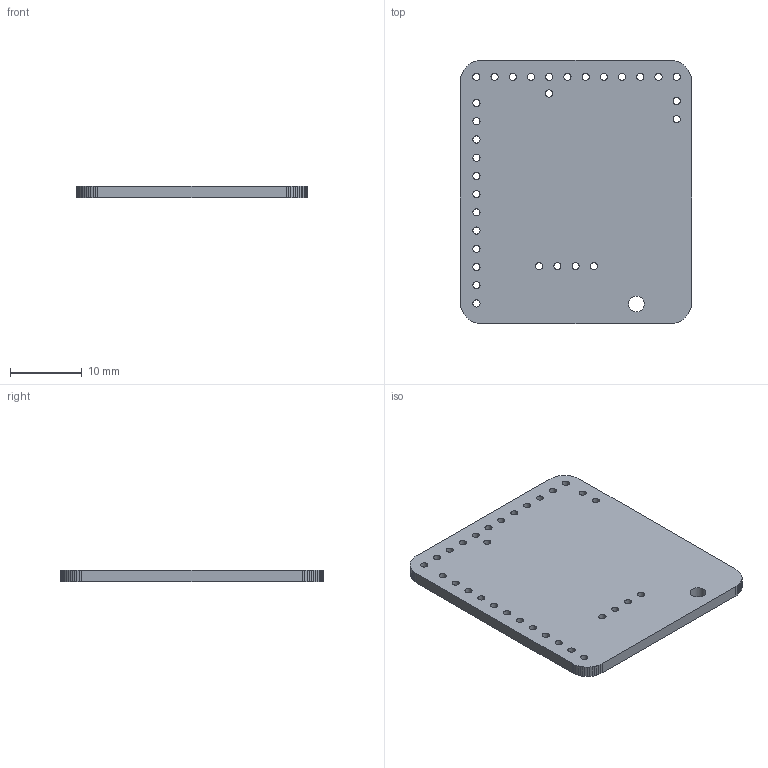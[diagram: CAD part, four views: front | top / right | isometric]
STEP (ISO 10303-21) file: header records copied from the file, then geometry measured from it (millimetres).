
FILE_DESCRIPTION(('KiCad electronic assembly'),'2;1');
FILE_NAME('mcu daughterboard step.step','2023-03-25T20:02:56',('Pcbnew') ,('Kicad'),'Open CASCADE STEP processor 7.6','KiCad to STEP converter' ,'Unknown');
FILE_SCHEMA(('AUTOMOTIVE_DESIGN { 1 0 10303 214 1 1 1 1 }'));
Length unit declared in the file: millimetre
Products named in the file (2): mcu daughterboard step 1; PCB
Assembly tree (1 placements, depth 2):
  mcu daughterboard step 1
    PCB
Bounding box: 32.25 x 36.74 x 1.6 mm (x, y, z)
Volume: 1838.3 mm3; surface area: 2677.3 mm2
Topology: 1 solids, 1 shells, 94 faces, 276 edges, 184 vertices
Faces by surface type: plane 62, cylinder 32
Full cylindrical faces by diameter (mm): 1 x31, 2.2 x1
Entity records: 7079 total; most frequent: CARTESIAN_POINT 1492, DIRECTION 1020, LINE 700, VECTOR 700, ORIENTED_EDGE 552, PCURVE 552, DEFINITIONAL_REPRESENTATION 552, EDGE_CURVE 276
